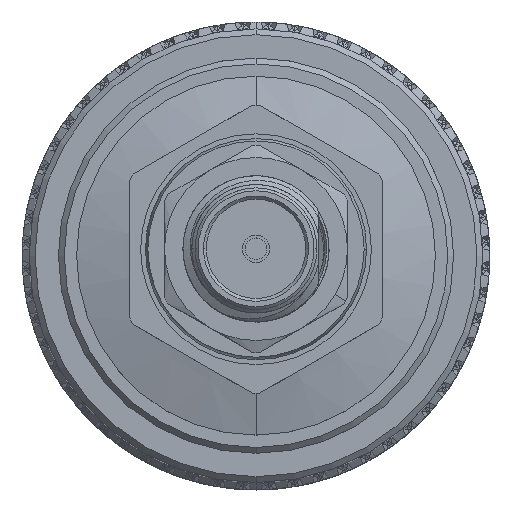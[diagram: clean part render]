
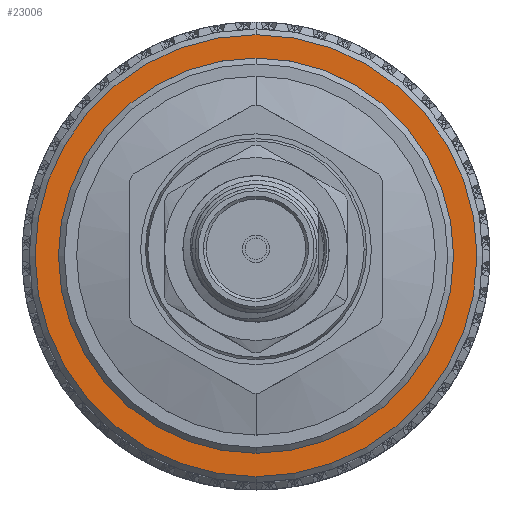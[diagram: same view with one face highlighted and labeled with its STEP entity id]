
A CAD part, top view. The second image highlights one B-rep face of the part: STEP entity #23006.
In plain terms, the highlighted face is planar.
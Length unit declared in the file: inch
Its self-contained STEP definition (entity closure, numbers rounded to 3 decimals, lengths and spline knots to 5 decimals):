
#962 = FACE_BOUND ( 'NONE', #40058, .T. ) ;
#5507 = EDGE_CURVE ( 'NONE', #103224, #85161, #91617, .T. ) ;
#6183 = DIRECTION ( 'NONE',  ( 1., 0., 0. ) ) ;
#6578 = DIRECTION ( 'NONE',  ( 0., 1., 0. ) ) ;
#7062 = DIRECTION ( 'NONE',  ( 1., 0., 0. ) ) ;
#7353 = EDGE_CURVE ( 'NONE', #16435, #98825, #102677, .T. ) ;
#8812 = CIRCLE ( 'NONE', #27449, 0.37809 ) ;
#8876 = DIRECTION ( 'NONE',  ( 1., 0., 0. ) ) ;
#16435 = VERTEX_POINT ( 'NONE', #85475 ) ;
#21474 = AXIS2_PLACEMENT_3D ( 'NONE', #25299, #6183, #6578 ) ;
#23006 = ADVANCED_FACE ( 'NONE', ( #95813, #962 ), #81070, .T. ) ;
#24664 = AXIS2_PLACEMENT_3D ( 'NONE', #117412, #44732, #61472 ) ;
#25097 = CARTESIAN_POINT ( 'NONE',  ( 0.64383, 0.38809, 0. ) ) ;
#25299 = CARTESIAN_POINT ( 'NONE',  ( 0.64383, 0., 0. ) ) ;
#26395 = CARTESIAN_POINT ( 'NONE',  ( 0.64383, 0., 0. ) ) ;
#27449 = AXIS2_PLACEMENT_3D ( 'NONE', #61562, #7062, #70699 ) ;
#36680 = AXIS2_PLACEMENT_3D ( 'NONE', #26395, #8876, #71301 ) ;
#40058 = EDGE_LOOP ( 'NONE', ( #72611, #59495 ) ) ;
#42956 = DIRECTION ( 'NONE',  ( 0., 1., 0. ) ) ;
#44732 = DIRECTION ( 'NONE',  ( 1., 0., 0. ) ) ;
#59495 = ORIENTED_EDGE ( 'NONE', *, *, #5507, .F. ) ;
#61472 = DIRECTION ( 'NONE',  ( 0., 1., 0. ) ) ;
#61562 = CARTESIAN_POINT ( 'NONE',  ( 0.64383, 0., 0. ) ) ;
#68941 = EDGE_CURVE ( 'NONE', #98825, #16435, #8812, .T. ) ;
#70116 = CARTESIAN_POINT ( 'NONE',  ( 0.64383, 0.33809, 0. ) ) ;
#70699 = DIRECTION ( 'NONE',  ( 0., 1., 0. ) ) ;
#70804 = DIRECTION ( 'NONE',  ( 1., 0., 0. ) ) ;
#71301 = DIRECTION ( 'NONE',  ( 0., 1., 0. ) ) ;
#72611 = ORIENTED_EDGE ( 'NONE', *, *, #86966, .F. ) ;
#81070 = PLANE ( 'NONE',  #90340 ) ;
#85161 = VERTEX_POINT ( 'NONE', #70116 ) ;
#85475 = CARTESIAN_POINT ( 'NONE',  ( 0.64383, 0.37809, 0. ) ) ;
#86966 = EDGE_CURVE ( 'NONE', #85161, #103224, #95196, .T. ) ;
#89831 = CARTESIAN_POINT ( 'NONE',  ( 0.64383, -0.33809, 0. ) ) ;
#90340 = AXIS2_PLACEMENT_3D ( 'NONE', #25097, #70804, #42956 ) ;
#91617 = CIRCLE ( 'NONE', #36680, 0.33809 ) ;
#92505 = CARTESIAN_POINT ( 'NONE',  ( 0.64383, -0.37809, 0. ) ) ;
#95196 = CIRCLE ( 'NONE', #21474, 0.33809 ) ;
#95813 = FACE_OUTER_BOUND ( 'NONE', #117026, .T. ) ;
#96212 = ORIENTED_EDGE ( 'NONE', *, *, #7353, .T. ) ;
#98825 = VERTEX_POINT ( 'NONE', #92505 ) ;
#102677 = CIRCLE ( 'NONE', #24664, 0.37809 ) ;
#103224 = VERTEX_POINT ( 'NONE', #89831 ) ;
#103553 = ORIENTED_EDGE ( 'NONE', *, *, #68941, .T. ) ;
#117026 = EDGE_LOOP ( 'NONE', ( #103553, #96212 ) ) ;
#117412 = CARTESIAN_POINT ( 'NONE',  ( 0.64383, 0., 0. ) ) ;
